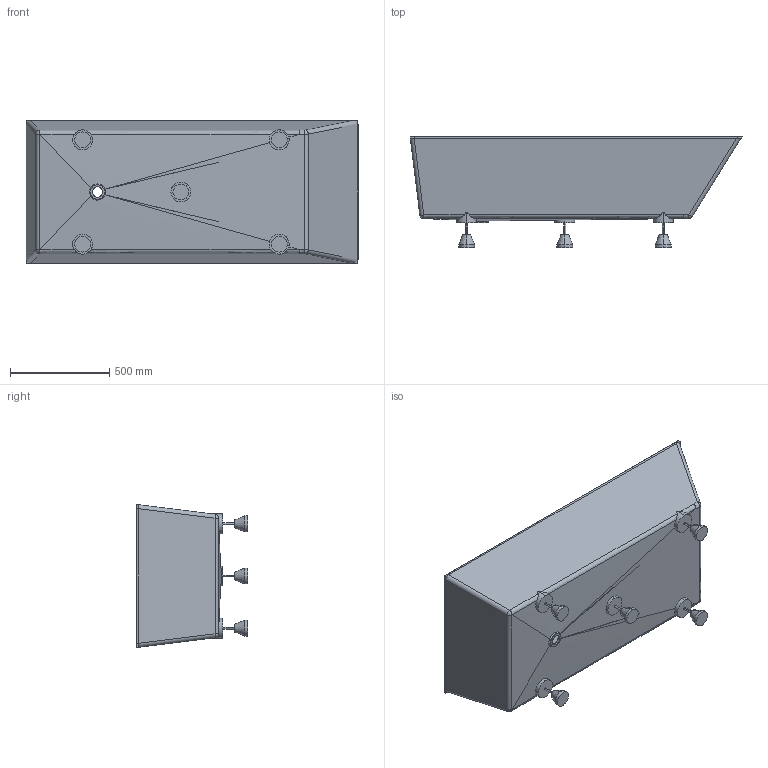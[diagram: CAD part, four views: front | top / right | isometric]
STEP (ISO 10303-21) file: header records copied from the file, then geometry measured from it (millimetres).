
FILE_DESCRIPTION (( 'STEP AP214' ), '1' );
FILE_NAME ('BO-4.STEP', '2018-04-13T11:22:17', ( 'Admin' ), ( '' ), 'SwSTEP 2.0', 'SolidWorks 2017', '' );
FILE_SCHEMA (( 'AUTOMOTIVE_DESIGN' ));
Length unit declared in the file: millimetre
Products named in the file (1): BO-4
Bounding box: 1671.84 x 560 x 720.15 mm (x, y, z)
Volume: 28668160.3 mm3; surface area: 5638756.3 mm2
Topology: 2 solids, 2 shells, 133 faces, 325 edges, 204 vertices
Faces by surface type: cylinder 42, bspline 38, plane 35, cone 10, sphere 8
Entity records: 11107 total; most frequent: CARTESIAN_POINT 8294, ORIENTED_EDGE 644, DIRECTION 464, EDGE_CURVE 322, VERTEX_POINT 204, AXIS2_PLACEMENT_3D 184, EDGE_LOOP 148, FACE_OUTER_BOUND 133
